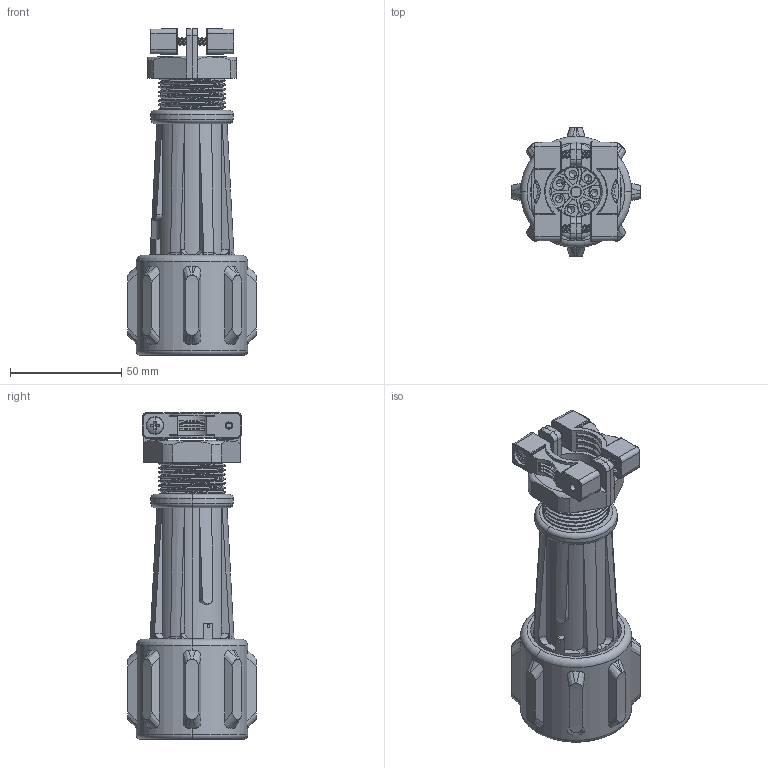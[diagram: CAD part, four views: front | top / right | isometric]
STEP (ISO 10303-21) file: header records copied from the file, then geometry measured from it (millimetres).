
FILE_DESCRIPTION(('STEP AP242'),'1');
FILE_NAME('pxa911-07-s.stp','2023-04-17T15:19:03',('TraceParts'),('TraceParts S.A.'),'Spatial InterOp 3D',' ',' ');
FILE_SCHEMA(('AP242_MANAGED_MODEL_BASED_3D_ENGINEERING_MIM_LF {1 0 10303 442 1 1 4}'));
Length unit declared in the file: millimetre
Products named in the file (1): LIST_PXA911-XX-X_SW0005
Bounding box: 58 x 58 x 146.75 mm (x, y, z)
Volume: 119972.1 mm3; surface area: 76967.6 mm2
Topology: 2 solids, 2 shells, 1811 faces, 4778 edges, 3070 vertices
Faces by surface type: plane 926, cylinder 456, cone 214, bspline 146, torus 53, sphere 16
Entity records: 93768 total; most frequent: CARTESIAN_POINT 50231, ORIENTED_EDGE 9498, DIRECTION 8390, EDGE_CURVE 4749, VERTEX_POINT 3070, AXIS2_PLACEMENT_3D 2820, LINE 2750, VECTOR 2750
